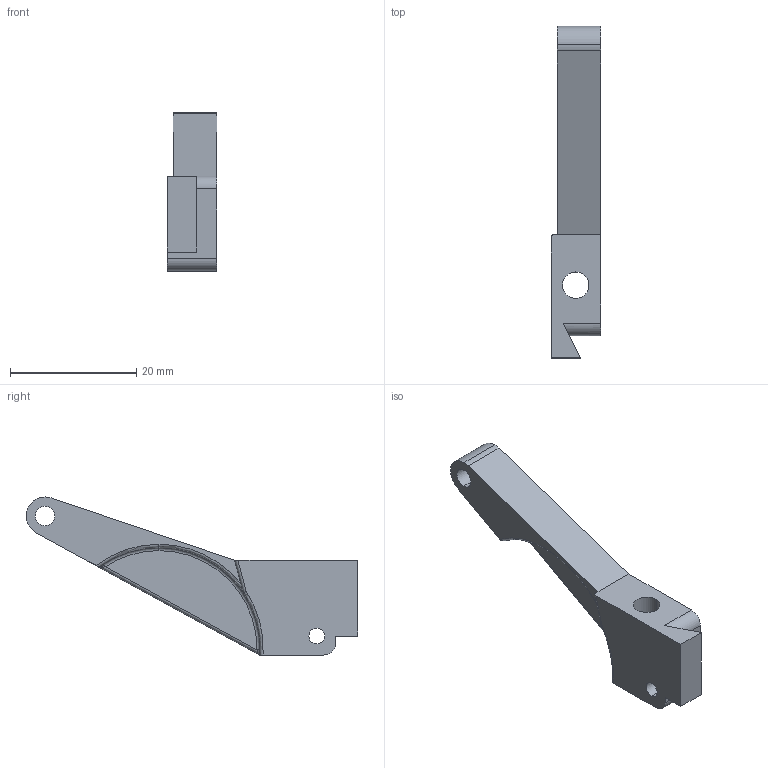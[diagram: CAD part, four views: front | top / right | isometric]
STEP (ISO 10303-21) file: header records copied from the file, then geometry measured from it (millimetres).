
FILE_DESCRIPTION (( 'STEP AP214' ), '1' );
FILE_NAME ('side_upper_base_left_modified (2).STEP', '2018-12-05T06:03:01', ( '' ), ( '' ), 'SwSTEP 2.0', 'SolidWorks 2016', '' );
FILE_SCHEMA (( 'AUTOMOTIVE_DESIGN' ));
Length unit declared in the file: millimetre
Products named in the file (1): side_upper_base_left_modified (2)
Bounding box: 7.9 x 52.49 x 25 mm (x, y, z)
Volume: 3033.3 mm3; surface area: 2392.8 mm2
Topology: 1 solids, 1 shells, 36 faces, 95 edges, 60 vertices
Faces by surface type: cylinder 15, plane 13, torus 5, bspline 3
Entity records: 1248 total; most frequent: CARTESIAN_POINT 331, ORIENTED_EDGE 188, DIRECTION 181, EDGE_CURVE 94, AXIS2_PLACEMENT_3D 68, VERTEX_POINT 60, VECTOR 45, LINE 45
